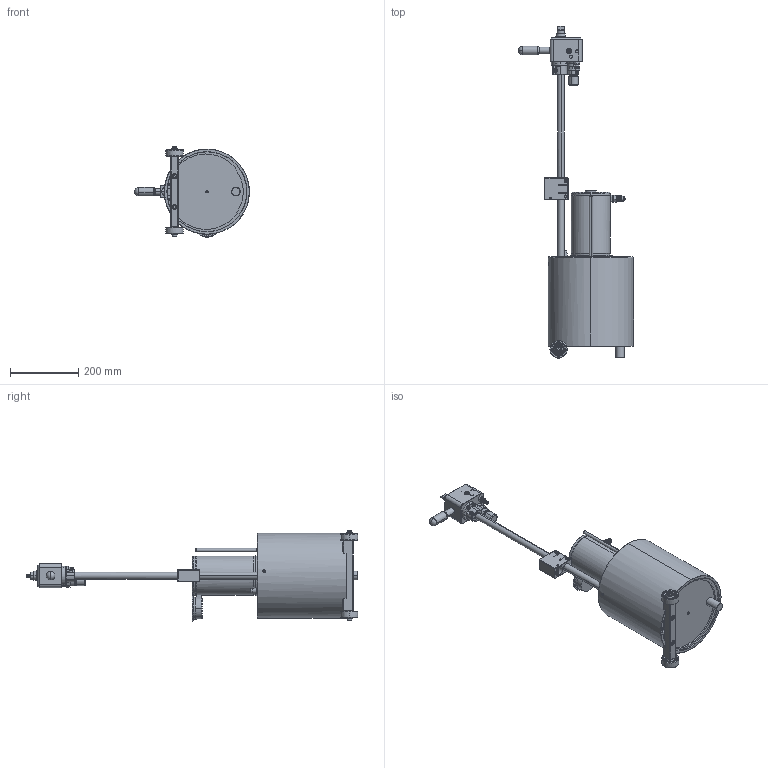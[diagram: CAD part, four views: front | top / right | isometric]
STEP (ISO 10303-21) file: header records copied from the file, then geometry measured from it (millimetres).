
FILE_DESCRIPTION (( 'STEP AP203' ), '1' );
FILE_NAME ('STARK_804 433_A.STEP', '2016-01-07T15:13:09', ( '' ), ( '' ), 'SwSTEP 2.0', 'SolidWorks 2015', '' );
FILE_SCHEMA (( 'CONFIG_CONTROL_DESIGN' ));
Products named in the file (1): STARK_804 433_A
Bounding box: 337.5 x 973.74 x 265.47 mm (x, y, z)
Volume: 15561386.7 mm3; surface area: 606202.2 mm2
Topology: 1 solids, 48 shells, 1892 faces, 4619 edges, 2897 vertices
Faces by surface type: plane 734, cylinder 517, cone 369, bspline 132, torus 130, sphere 10
Entity records: 62387 total; most frequent: CARTESIAN_POINT 17825, DIRECTION 9414, ORIENTED_EDGE 9146, EDGE_CURVE 4573, AXIS2_PLACEMENT_3D 3555, VERTEX_POINT 2897, VECTOR 2304, LINE 2304
